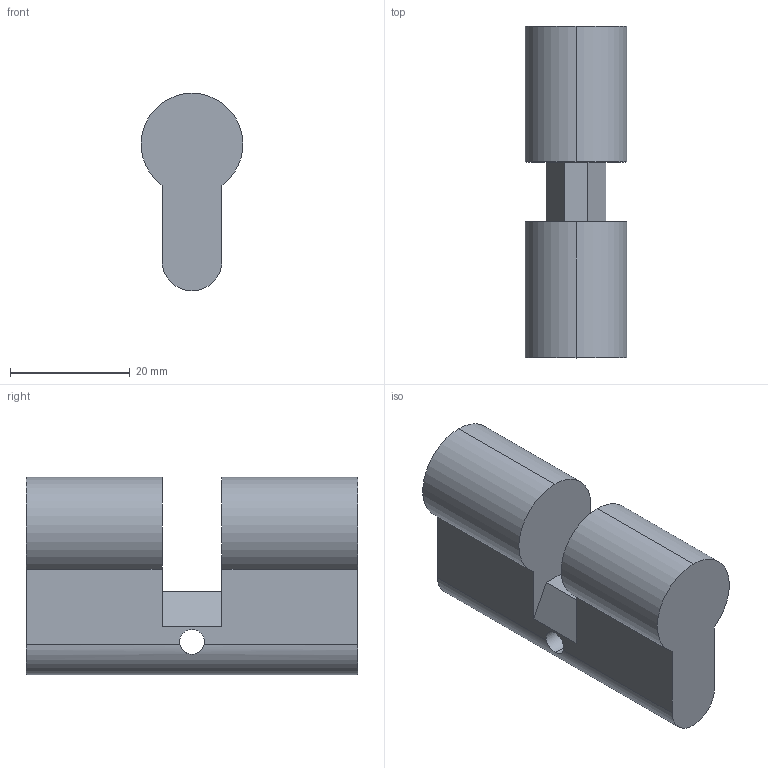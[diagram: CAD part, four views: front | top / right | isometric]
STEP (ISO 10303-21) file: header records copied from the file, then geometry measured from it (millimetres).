
FILE_DESCRIPTION (( 'STEP AP214' ), '1' );
FILE_NAME ('7330080', '2019-02-01T14:36:08', ( '' ), ('JUGARD+KÜNSTNER GmbH'), 'SwSTEP 2.0', 'SolidWorks 2017', '' );
FILE_SCHEMA (( 'AUTOMOTIVE_DESIGN' ));
Length unit declared in the file: millimetre
Products named in the file (1): 7330080_CNAJF00
Bounding box: 16.97 x 55.4 x 33 mm (x, y, z)
Volume: 18288.8 mm3; surface area: 5594.5 mm2
Topology: 1 solids, 1 shells, 16 faces, 48 edges, 32 vertices
Faces by surface type: plane 9, cylinder 7
Entity records: 612 total; most frequent: CARTESIAN_POINT 133, ORIENTED_EDGE 96, DIRECTION 92, EDGE_CURVE 48, VERTEX_POINT 32, AXIS2_PLACEMENT_3D 31, VECTOR 30, LINE 30
